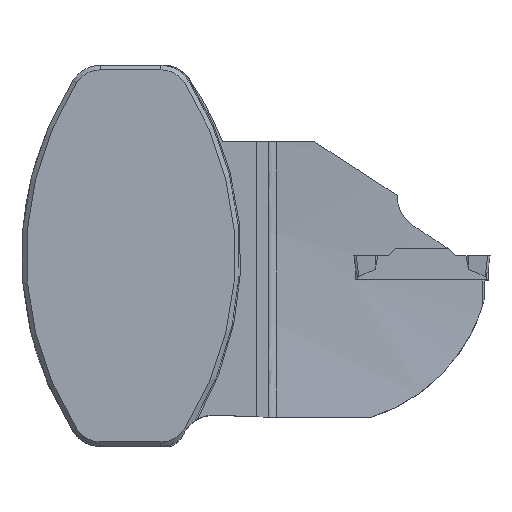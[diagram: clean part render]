
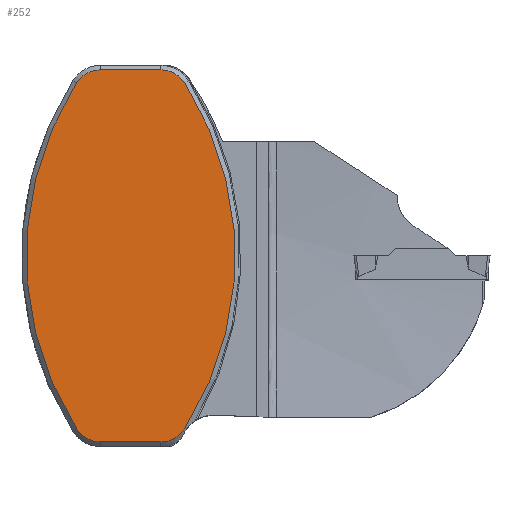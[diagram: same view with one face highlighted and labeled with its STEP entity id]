
A CAD part, top view. The second image highlights one B-rep face of the part: STEP entity #252.
In plain terms, the highlighted planar face has unit normal (0, 0, 1).
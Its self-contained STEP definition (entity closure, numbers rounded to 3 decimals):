
#159=CIRCLE('',#1665,59.175);
#167=CIRCLE('',#1678,5.175);
#169=CIRCLE('',#1687,5.175);
#170=CIRCLE('',#1688,5.175);
#171=CIRCLE('',#1689,59.175);
#172=CIRCLE('',#1690,5.175);
#252=ADVANCED_FACE('',(#373),#326,.T.);
#326=PLANE('',#1691);
#373=FACE_OUTER_BOUND('',#454,.T.);
#454=EDGE_LOOP('',(#871,#872,#873,#874,#875,#876,#877,#878));
#556=LINE('',#2551,#672);
#557=LINE('',#2559,#673);
#672=VECTOR('',#1927,1.);
#673=VECTOR('',#1934,1.);
#871=ORIENTED_EDGE('',*,*,#1403,.T.);
#872=ORIENTED_EDGE('',*,*,#1435,.T.);
#873=ORIENTED_EDGE('',*,*,#1436,.T.);
#874=ORIENTED_EDGE('',*,*,#1437,.T.);
#875=ORIENTED_EDGE('',*,*,#1438,.T.);
#876=ORIENTED_EDGE('',*,*,#1439,.T.);
#877=ORIENTED_EDGE('',*,*,#1440,.T.);
#878=ORIENTED_EDGE('',*,*,#1421,.T.);
#1249=VERTEX_POINT('',#2482);
#1250=VERTEX_POINT('',#2484);
#1263=VERTEX_POINT('',#2523);
#1267=VERTEX_POINT('',#2550);
#1268=VERTEX_POINT('',#2552);
#1269=VERTEX_POINT('',#2554);
#1270=VERTEX_POINT('',#2556);
#1271=VERTEX_POINT('',#2558);
#1403=EDGE_CURVE('',#1250,#1249,#159,.T.);
#1421=EDGE_CURVE('',#1263,#1250,#167,.T.);
#1435=EDGE_CURVE('',#1249,#1267,#169,.T.);
#1436=EDGE_CURVE('',#1267,#1268,#556,.T.);
#1437=EDGE_CURVE('',#1268,#1269,#170,.T.);
#1438=EDGE_CURVE('',#1269,#1270,#171,.T.);
#1439=EDGE_CURVE('',#1270,#1271,#172,.T.);
#1440=EDGE_CURVE('',#1271,#1263,#557,.T.);
#1665=AXIS2_PLACEMENT_3D('',#2483,#1862,#1863);
#1678=AXIS2_PLACEMENT_3D('',#2522,#1897,#1898);
#1687=AXIS2_PLACEMENT_3D('',#2549,#1925,#1926);
#1688=AXIS2_PLACEMENT_3D('',#2553,#1928,#1929);
#1689=AXIS2_PLACEMENT_3D('',#2555,#1930,#1931);
#1690=AXIS2_PLACEMENT_3D('',#2557,#1932,#1933);
#1691=AXIS2_PLACEMENT_3D('',#2560,#1935,#1936);
#1862=DIRECTION('',(0.,0.,1.));
#1863=DIRECTION('',(0.,-1.,0.));
#1897=DIRECTION('',(0.,0.,1.));
#1898=DIRECTION('',(0.,-1.,0.));
#1925=DIRECTION('',(0.,0.,1.));
#1926=DIRECTION('',(0.,-1.,0.));
#1927=DIRECTION('',(-1.,0.,0.));
#1928=DIRECTION('',(0.,0.,1.));
#1929=DIRECTION('',(0.,-1.,0.));
#1930=DIRECTION('',(0.,0.,1.));
#1931=DIRECTION('',(0.,-1.,0.));
#1932=DIRECTION('',(0.,0.,1.));
#1933=DIRECTION('',(0.,-1.,0.));
#1934=DIRECTION('',(1.,0.,0.));
#1935=DIRECTION('',(0.,0.,1.));
#1936=DIRECTION('',(0.,-1.,0.));
#2482=CARTESIAN_POINT('',(9.918,31.779,0.325));
#2483=CARTESIAN_POINT('',(-40.,0.,0.325));
#2484=CARTESIAN_POINT('',(9.918,-31.779,0.325));
#2522=CARTESIAN_POINT('',(5.552,-29.,0.325));
#2523=CARTESIAN_POINT('',(5.552,-34.175,0.325));
#2549=CARTESIAN_POINT('',(5.552,29.,0.325));
#2550=CARTESIAN_POINT('',(5.552,34.175,0.325));
#2551=CARTESIAN_POINT('',(0.,34.175,0.325));
#2552=CARTESIAN_POINT('',(-5.552,34.175,0.325));
#2553=CARTESIAN_POINT('',(-5.552,29.,0.325));
#2554=CARTESIAN_POINT('',(-9.918,31.779,0.325));
#2555=CARTESIAN_POINT('',(40.,0.,0.325));
#2556=CARTESIAN_POINT('',(-9.918,-31.779,0.325));
#2557=CARTESIAN_POINT('',(-5.552,-29.,0.325));
#2558=CARTESIAN_POINT('',(-5.552,-34.175,0.325));
#2559=CARTESIAN_POINT('',(0.,-34.175,0.325));
#2560=CARTESIAN_POINT('',(0.,0.,0.325));
